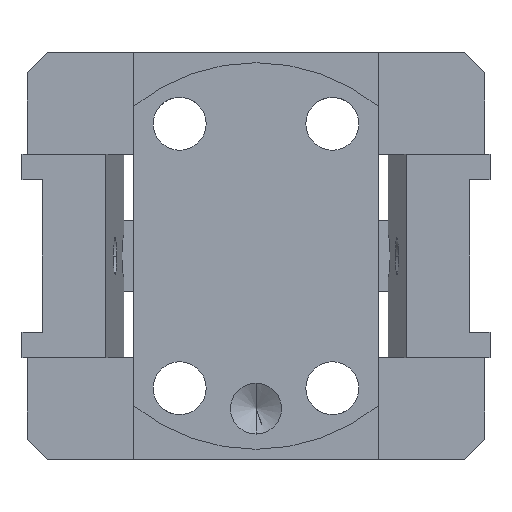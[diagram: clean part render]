
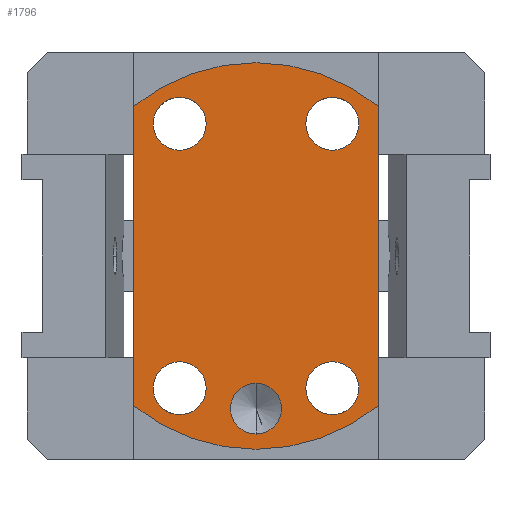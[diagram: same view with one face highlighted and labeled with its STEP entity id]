
A CAD part, front view. The second image highlights one B-rep face of the part: STEP entity #1796.
In plain terms, the highlighted planar face has unit normal (0, -1, 0).
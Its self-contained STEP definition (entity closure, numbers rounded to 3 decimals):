
#1706 = EDGE_CURVE( '', #1814, #4594, #4820, .T. );
#1766 = EDGE_CURVE( '', #3440, #2328, #4885, .T. );
#1796 = ADVANCED_FACE( '', ( #4918, #4919, #4920, #4921, #4922, #4923 ), #4924, .F. );
#1814 = VERTEX_POINT( '', #4945 );
#1990 = EDGE_CURVE( '', #3626, #2968, #5145, .T. );
#2066 = EDGE_CURVE( '', #2968, #3626, #5229, .T. );
#2114 = EDGE_CURVE( '', #2356, #2490, #5282, .T. );
#2218 = EDGE_CURVE( '', #2356, #4304, #5403, .T. );
#2284 = EDGE_CURVE( '', #3696, #4304, #5478, .T. );
#2328 = VERTEX_POINT( '', #5525 );
#2356 = VERTEX_POINT( '', #5557 );
#2490 = VERTEX_POINT( '', #5707 );
#2532 = VERTEX_POINT( '', #5758 );
#2544 = EDGE_CURVE( '', #3360, #2532, #5771, .T. );
#2656 = EDGE_CURVE( '', #3696, #2490, #5893, .T. );
#2766 = EDGE_CURVE( '', #4530, #3766, #6018, .T. );
#2844 = EDGE_CURVE( '', #2532, #3360, #6107, .T. );
#2968 = VERTEX_POINT( '', #6243 );
#3360 = VERTEX_POINT( '', #6688 );
#3396 = EDGE_CURVE( '', #3766, #4530, #6730, .T. );
#3440 = VERTEX_POINT( '', #6783 );
#3616 = EDGE_CURVE( '', #2328, #3440, #6973, .T. );
#3626 = VERTEX_POINT( '', #6985 );
#3696 = VERTEX_POINT( '', #7058 );
#3766 = VERTEX_POINT( '', #7141 );
#4304 = VERTEX_POINT( '', #7737 );
#4486 = EDGE_CURVE( '', #4594, #1814, #7943, .T. );
#4530 = VERTEX_POINT( '', #7994 );
#4594 = VERTEX_POINT( '', #8060 );
#4820 = CIRCLE( '', #8354, 2.5 );
#4885 = CIRCLE( '', #8443, 2.6 );
#4918 = FACE_BOUND( '', #8486, .T. );
#4919 = FACE_BOUND( '', #8487, .T. );
#4920 = FACE_BOUND( '', #8488, .T. );
#4921 = FACE_BOUND( '', #8489, .T. );
#4922 = FACE_BOUND( '', #8490, .T. );
#4923 = FACE_OUTER_BOUND( '', #8491, .T. );
#4924 = PLANE( '', #8492 );
#4945 = CARTESIAN_POINT( '', ( 0., 2., -17.5 ) );
#5145 = CIRCLE( '', #8860, 2.6 );
#5229 = CIRCLE( '', #9002, 2.6 );
#5282 = CIRCLE( '', #9082, 19. );
#5403 = LINE( '', #9233, #9234 );
#5478 = CIRCLE( '', #9353, 19. );
#5525 = CARTESIAN_POINT( '', ( 10.1, 2., 12.99 ) );
#5557 = CARTESIAN_POINT( '', ( -12., 2., -14.731 ) );
#5707 = CARTESIAN_POINT( '', ( 12., 2., -14.731 ) );
#5758 = CARTESIAN_POINT( '', ( -4.9, 2., -12.99 ) );
#5771 = CIRCLE( '', #9839, 2.6 );
#5893 = LINE( '', #10082, #10083 );
#6018 = CIRCLE( '', #10297, 2.6 );
#6107 = CIRCLE( '', #10436, 2.6 );
#6243 = CARTESIAN_POINT( '', ( -4.9, 2., 12.99 ) );
#6688 = CARTESIAN_POINT( '', ( -10.1, 2., -12.99 ) );
#6730 = CIRCLE( '', #11344, 2.6 );
#6783 = CARTESIAN_POINT( '', ( 4.9, 2., 12.99 ) );
#6973 = CIRCLE( '', #11676, 2.6 );
#6985 = CARTESIAN_POINT( '', ( -10.1, 2., 12.99 ) );
#7058 = CARTESIAN_POINT( '', ( 12., 2., 14.731 ) );
#7141 = CARTESIAN_POINT( '', ( 10.1, 2., -12.99 ) );
#7737 = CARTESIAN_POINT( '', ( -12., 2., 14.731 ) );
#7943 = CIRCLE( '', #13133, 2.5 );
#7994 = CARTESIAN_POINT( '', ( 4.9, 2., -12.99 ) );
#8060 = CARTESIAN_POINT( '', ( 0., 2., -12.5 ) );
#8354 = AXIS2_PLACEMENT_3D( '', #13553, #13554, #13555 );
#8443 = AXIS2_PLACEMENT_3D( '', #13613, #13614, #13615 );
#8486 = EDGE_LOOP( '', ( #13645, #13646 ) );
#8487 = EDGE_LOOP( '', ( #13647, #13648 ) );
#8488 = EDGE_LOOP( '', ( #13649, #13650 ) );
#8489 = EDGE_LOOP( '', ( #13651, #13652 ) );
#8490 = EDGE_LOOP( '', ( #13653, #13654 ) );
#8491 = EDGE_LOOP( '', ( #13655, #13656, #13657, #13658 ) );
#8492 = AXIS2_PLACEMENT_3D( '', #13659, #13660, #13661 );
#8860 = AXIS2_PLACEMENT_3D( '', #13935, #13936, #13937 );
#9002 = AXIS2_PLACEMENT_3D( '', #14021, #14022, #14023 );
#9082 = AXIS2_PLACEMENT_3D( '', #14089, #14090, #14091 );
#9233 = CARTESIAN_POINT( '', ( -12., 2., 10. ) );
#9234 = VECTOR( '', #14240, 1. );
#9353 = AXIS2_PLACEMENT_3D( '', #14343, #14344, #14345 );
#9839 = AXIS2_PLACEMENT_3D( '', #14700, #14701, #14702 );
#10082 = CARTESIAN_POINT( '', ( 12., 2., 10. ) );
#10083 = VECTOR( '', #14832, 1. );
#10297 = AXIS2_PLACEMENT_3D( '', #14968, #14969, #14970 );
#10436 = AXIS2_PLACEMENT_3D( '', #15070, #15071, #15072 );
#11344 = AXIS2_PLACEMENT_3D( '', #15784, #15785, #15786 );
#11676 = AXIS2_PLACEMENT_3D( '', #16049, #16050, #16051 );
#13133 = AXIS2_PLACEMENT_3D( '', #17188, #17189, #17190 );
#13553 = CARTESIAN_POINT( '', ( 0., 2., -15. ) );
#13554 = DIRECTION( '', ( 0., 1., 0. ) );
#13555 = DIRECTION( '', ( 0., 0., -1. ) );
#13613 = CARTESIAN_POINT( '', ( 7.5, 2., 12.99 ) );
#13614 = DIRECTION( '', ( 0., 1., 0. ) );
#13615 = DIRECTION( '', ( 1., 0., 0. ) );
#13645 = ORIENTED_EDGE( '', *, *, #1706, .T. );
#13646 = ORIENTED_EDGE( '', *, *, #4486, .T. );
#13647 = ORIENTED_EDGE( '', *, *, #1766, .T. );
#13648 = ORIENTED_EDGE( '', *, *, #3616, .T. );
#13649 = ORIENTED_EDGE( '', *, *, #1990, .T. );
#13650 = ORIENTED_EDGE( '', *, *, #2066, .T. );
#13651 = ORIENTED_EDGE( '', *, *, #2544, .T. );
#13652 = ORIENTED_EDGE( '', *, *, #2844, .T. );
#13653 = ORIENTED_EDGE( '', *, *, #2766, .T. );
#13654 = ORIENTED_EDGE( '', *, *, #3396, .T. );
#13655 = ORIENTED_EDGE( '', *, *, #2656, .F. );
#13656 = ORIENTED_EDGE( '', *, *, #2284, .T. );
#13657 = ORIENTED_EDGE( '', *, *, #2218, .F. );
#13658 = ORIENTED_EDGE( '', *, *, #2114, .T. );
#13659 = CARTESIAN_POINT( '', ( 0., 2., 0. ) );
#13660 = DIRECTION( '', ( 0., 1., 0. ) );
#13661 = DIRECTION( '', ( 0., 0., 1. ) );
#13935 = CARTESIAN_POINT( '', ( -7.5, 2., 12.99 ) );
#13936 = DIRECTION( '', ( 0., 1., 0. ) );
#13937 = DIRECTION( '', ( 1., 0., 0. ) );
#14021 = CARTESIAN_POINT( '', ( -7.5, 2., 12.99 ) );
#14022 = DIRECTION( '', ( 0., 1., 0. ) );
#14023 = DIRECTION( '', ( 1., 0., 0. ) );
#14089 = CARTESIAN_POINT( '', ( 0., 2., 0. ) );
#14090 = DIRECTION( '', ( 0., -1., 0. ) );
#14091 = DIRECTION( '', ( 1., 0., 0. ) );
#14240 = DIRECTION( '', ( 0., 0., 1. ) );
#14343 = CARTESIAN_POINT( '', ( 0., 2., 0. ) );
#14344 = DIRECTION( '', ( 0., -1., 0. ) );
#14345 = DIRECTION( '', ( 1., 0., 0. ) );
#14700 = CARTESIAN_POINT( '', ( -7.5, 2., -12.99 ) );
#14701 = DIRECTION( '', ( 0., 1., 0. ) );
#14702 = DIRECTION( '', ( 1., 0., 0. ) );
#14832 = DIRECTION( '', ( 0., 0., -1. ) );
#14968 = CARTESIAN_POINT( '', ( 7.5, 2., -12.99 ) );
#14969 = DIRECTION( '', ( 0., 1., 0. ) );
#14970 = DIRECTION( '', ( 1., 0., 0. ) );
#15070 = CARTESIAN_POINT( '', ( -7.5, 2., -12.99 ) );
#15071 = DIRECTION( '', ( 0., 1., 0. ) );
#15072 = DIRECTION( '', ( 1., 0., 0. ) );
#15784 = CARTESIAN_POINT( '', ( 7.5, 2., -12.99 ) );
#15785 = DIRECTION( '', ( 0., 1., 0. ) );
#15786 = DIRECTION( '', ( 1., 0., 0. ) );
#16049 = CARTESIAN_POINT( '', ( 7.5, 2., 12.99 ) );
#16050 = DIRECTION( '', ( 0., 1., 0. ) );
#16051 = DIRECTION( '', ( 1., 0., 0. ) );
#17188 = CARTESIAN_POINT( '', ( 0., 2., -15. ) );
#17189 = DIRECTION( '', ( 0., 1., 0. ) );
#17190 = DIRECTION( '', ( 0., 0., -1. ) );
